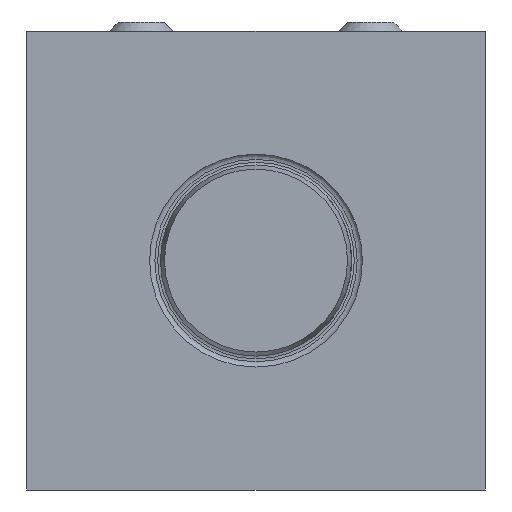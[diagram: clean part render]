
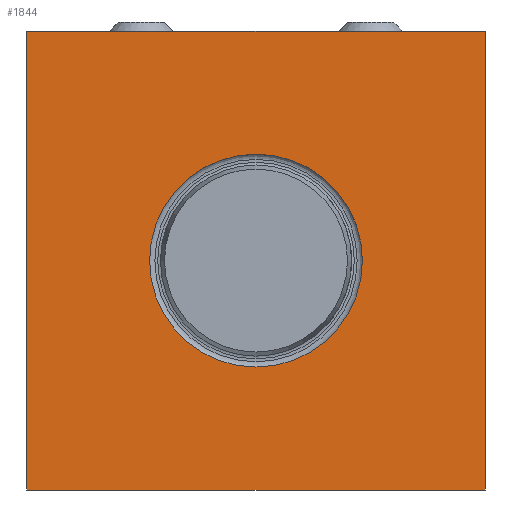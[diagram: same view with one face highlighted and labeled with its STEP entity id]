
A CAD part, front view. The second image highlights one B-rep face of the part: STEP entity #1844.
In plain terms, the highlighted planar face has unit normal (0, -1, 0).
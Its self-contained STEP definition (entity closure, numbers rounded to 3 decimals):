
#28 = ORIENTED_EDGE ( 'NONE', *, *, #9422, .F. ) ;
#448 = CARTESIAN_POINT ( 'NONE',  ( 251.192, 0., 30. ) ) ;
#540 = PLANE ( 'NONE',  #8951 ) ;
#663 = FACE_BOUND ( 'NONE', #5525, .T. ) ;
#691 = CIRCLE ( 'NONE', #1350, 13.919 ) ;
#1181 = CARTESIAN_POINT ( 'NONE',  ( -30., 0., 30. ) ) ;
#1350 = AXIS2_PLACEMENT_3D ( 'NONE', #5915, #2941, #4026 ) ;
#1497 = LINE ( 'NONE', #9691, #3596 ) ;
#1704 = CARTESIAN_POINT ( 'NONE',  ( -14.05, 0., 0. ) ) ;
#1723 = VERTEX_POINT ( 'NONE', #5864 ) ;
#1758 = LINE ( 'NONE', #448, #11884 ) ;
#1844 = ADVANCED_FACE ( 'Defeature completata1_2', ( #12802, #663 ), #540, .T. ) ;
#2738 = DIRECTION ( 'NONE',  ( 1., 0., 0. ) ) ;
#2857 = CARTESIAN_POINT ( 'NONE',  ( -30., 0., -30. ) ) ;
#2941 = DIRECTION ( 'NONE',  ( 0., -1., 0. ) ) ;
#3596 = VECTOR ( 'NONE', #9625, 1000. ) ;
#3967 = EDGE_CURVE ( 'NONE', #11492, #12716, #1758, .T. ) ;
#4026 = DIRECTION ( 'NONE',  ( 1., 0., 0. ) ) ;
#4952 = DIRECTION ( 'NONE',  ( 0., 0., -1. ) ) ;
#4955 = CARTESIAN_POINT ( 'NONE',  ( -30., 0., 235.932 ) ) ;
#5525 = EDGE_LOOP ( 'NONE', ( #28 ) ) ;
#5864 = CARTESIAN_POINT ( 'NONE',  ( 13.919, 0., 0. ) ) ;
#5915 = CARTESIAN_POINT ( 'NONE',  ( 0., 0., 0. ) ) ;
#5966 = CARTESIAN_POINT ( 'NONE',  ( 30., 0., 235.932 ) ) ;
#6781 = DIRECTION ( 'NONE',  ( -1., 0., 0. ) ) ;
#7186 = VECTOR ( 'NONE', #4952, 1000. ) ;
#7303 = EDGE_CURVE ( 'NONE', #8653, #11550, #1497, .T. ) ;
#7661 = ORIENTED_EDGE ( 'NONE', *, *, #11489, .T. ) ;
#7822 = DIRECTION ( 'NONE',  ( 0., -1., 0. ) ) ;
#8653 = VERTEX_POINT ( 'NONE', #9328 ) ;
#8783 = ORIENTED_EDGE ( 'NONE', *, *, #10739, .F. ) ;
#8951 = AXIS2_PLACEMENT_3D ( 'NONE', #1704, #7822, #2738 ) ;
#9021 = ORIENTED_EDGE ( 'NONE', *, *, #7303, .F. ) ;
#9328 = CARTESIAN_POINT ( 'NONE',  ( 30., 0., -30. ) ) ;
#9422 = EDGE_CURVE ( 'NONE', #1723, #1723, #691, .T. ) ;
#9625 = DIRECTION ( 'NONE',  ( -1., 0., 0. ) ) ;
#9691 = CARTESIAN_POINT ( 'NONE',  ( 251.192, 0., -30. ) ) ;
#10227 = VECTOR ( 'NONE', #12313, 1000. ) ;
#10739 = EDGE_CURVE ( 'NONE', #11492, #8653, #11154, .T. ) ;
#11136 = ORIENTED_EDGE ( 'NONE', *, *, #3967, .T. ) ;
#11154 = LINE ( 'NONE', #5966, #7186 ) ;
#11157 = LINE ( 'NONE', #4955, #10227 ) ;
#11346 = EDGE_LOOP ( 'NONE', ( #8783, #11136, #7661, #9021 ) ) ;
#11489 = EDGE_CURVE ( 'NONE', #12716, #11550, #11157, .T. ) ;
#11492 = VERTEX_POINT ( 'NONE', #13370 ) ;
#11550 = VERTEX_POINT ( 'NONE', #2857 ) ;
#11884 = VECTOR ( 'NONE', #6781, 1000. ) ;
#12313 = DIRECTION ( 'NONE',  ( 0., 0., -1. ) ) ;
#12716 = VERTEX_POINT ( 'NONE', #1181 ) ;
#12802 = FACE_OUTER_BOUND ( 'NONE', #11346, .T. ) ;
#13370 = CARTESIAN_POINT ( 'NONE',  ( 30., 0., 30. ) ) ;
